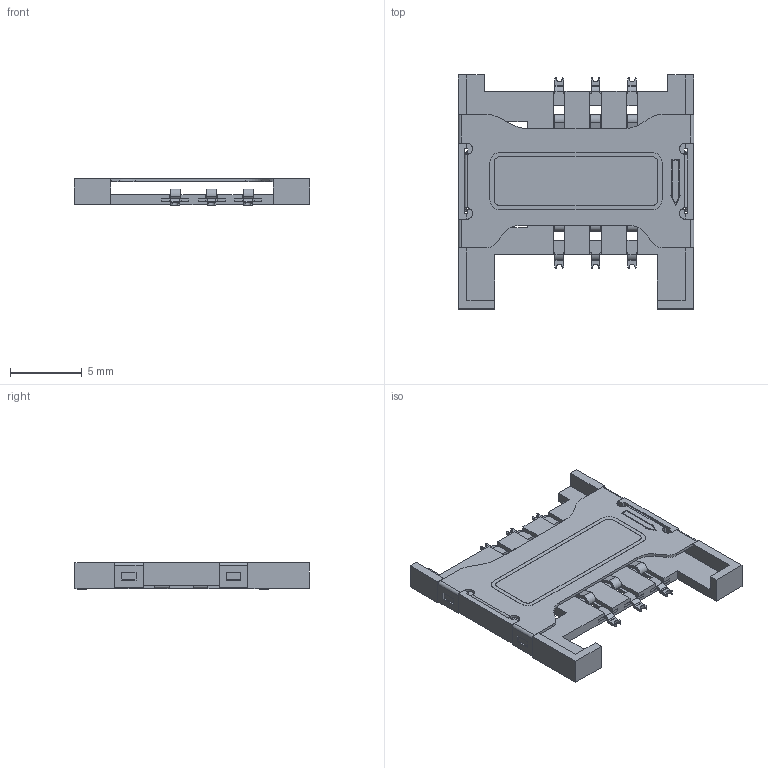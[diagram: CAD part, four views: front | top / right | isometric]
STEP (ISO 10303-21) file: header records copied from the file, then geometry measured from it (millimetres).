
FILE_DESCRIPTION( ( 'Unknown' ), '1' );
FILE_NAME( '693010020611.stp', 'Unknown', ( 'Unknown' ), ( 'Unknown' ), 'PSStep 17.0.49', 'Unknown', ' ' );
FILE_SCHEMA( ( 'AUTOMOTIVE_DESIGN { 1 0 10303 214 1 1 1 1 }' ) );
Length unit declared in the file: millimetre
Products named in the file (4): Assem1; 693010020611; 693010020611_CAP; 693010020611_PIN2
Assembly tree (8 placements, depth 2):
  Assem1
    693010020611
    693010020611_CAP
    693010020611_PIN2  x6
Bounding box: 16.4 x 16.3 x 1.85 mm (x, y, z)
Volume: 161.7 mm3; surface area: 1071.6 mm2
Topology: 8 solids, 8 shells, 687 faces, 1981 edges, 1310 vertices
Faces by surface type: plane 528, cylinder 159
Entity records: 19294 total; most frequent: CARTESIAN_POINT 2786, ORIENTED_EDGE 2742, DIRECTION 2485, EDGE_CURVE 1371, LINE 1201, VECTOR 1201, VERTEX_POINT 910, AXIS2_PLACEMENT_3D 642
